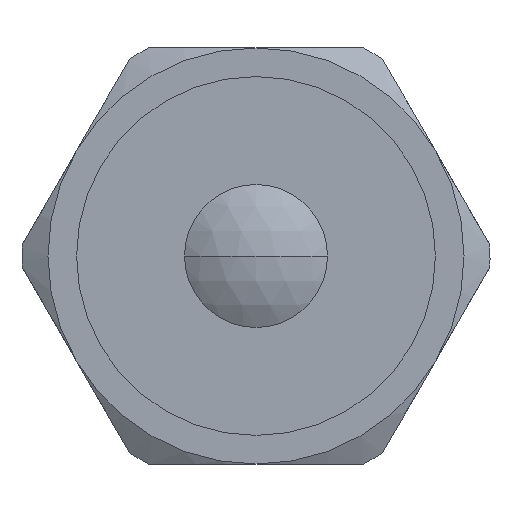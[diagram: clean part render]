
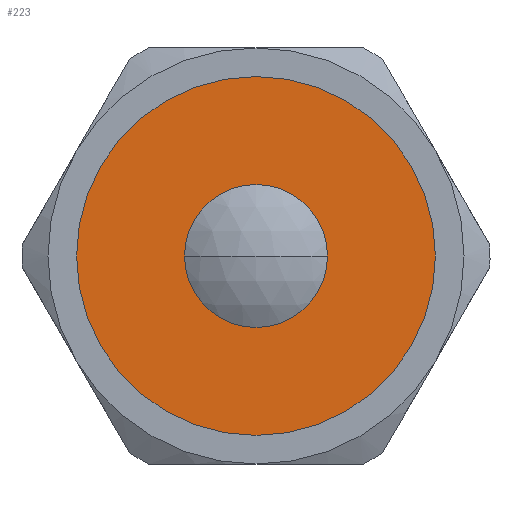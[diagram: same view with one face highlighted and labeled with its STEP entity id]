
A CAD part, left-side view. The second image highlights one B-rep face of the part: STEP entity #223.
In plain terms, the highlighted planar face has unit normal (-1, 0, 0).
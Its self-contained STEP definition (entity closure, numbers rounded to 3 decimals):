
#11 = DIRECTION ( 'NONE',  ( -1., 0., 0. ) ) ;
#223 = ADVANCED_FACE ( 'NONE', ( #829, #7073 ), #3928, .F. ) ;
#509 = EDGE_CURVE ( 'NONE', #8539, #2471, #4326, .T. ) ;
#783 = DIRECTION ( 'NONE',  ( 0., 0., 1. ) ) ;
#829 = FACE_BOUND ( 'NONE', #1690, .T. ) ;
#1067 = DIRECTION ( 'NONE',  ( 0., 0., -1. ) ) ;
#1318 = ORIENTED_EDGE ( 'NONE', *, *, #1498, .T. ) ;
#1498 = EDGE_CURVE ( 'NONE', #2471, #8539, #3165, .T. ) ;
#1690 = EDGE_LOOP ( 'NONE', ( #9042, #3619 ) ) ;
#1787 = CARTESIAN_POINT ( 'NONE',  ( 1.9, 0., 0. ) ) ;
#2158 = CARTESIAN_POINT ( 'NONE',  ( 1.9, 0., 0. ) ) ;
#2471 = VERTEX_POINT ( 'NONE', #6404 ) ;
#2863 = VERTEX_POINT ( 'NONE', #7606 ) ;
#3022 = AXIS2_PLACEMENT_3D ( 'NONE', #6555, #5103, #783 ) ;
#3165 = CIRCLE ( 'NONE', #5470, 6.9 ) ;
#3405 = EDGE_CURVE ( 'NONE', #3930, #2863, #3615, .T. ) ;
#3586 = DIRECTION ( 'NONE',  ( -1., 0., 0. ) ) ;
#3615 = CIRCLE ( 'NONE', #3022, 2.75 ) ;
#3619 = ORIENTED_EDGE ( 'NONE', *, *, #7965, .F. ) ;
#3860 = AXIS2_PLACEMENT_3D ( 'NONE', #6938, #6797, #1067 ) ;
#3928 = PLANE ( 'NONE',  #3860 ) ;
#3930 = VERTEX_POINT ( 'NONE', #7808 ) ;
#4326 = CIRCLE ( 'NONE', #7986, 6.9 ) ;
#4462 = AXIS2_PLACEMENT_3D ( 'NONE', #2158, #3586, #8675 ) ;
#5103 = DIRECTION ( 'NONE',  ( -1., 0., 0. ) ) ;
#5470 = AXIS2_PLACEMENT_3D ( 'NONE', #1787, #6886, #6218 ) ;
#5745 = CARTESIAN_POINT ( 'NONE',  ( 1.9, 0., 0. ) ) ;
#6218 = DIRECTION ( 'NONE',  ( 0., 0., 1. ) ) ;
#6404 = CARTESIAN_POINT ( 'NONE',  ( 1.9, 0., -6.9 ) ) ;
#6555 = CARTESIAN_POINT ( 'NONE',  ( 1.9, 0., 0. ) ) ;
#6615 = EDGE_LOOP ( 'NONE', ( #6818, #1318 ) ) ;
#6797 = DIRECTION ( 'NONE',  ( 1., 0., 0. ) ) ;
#6818 = ORIENTED_EDGE ( 'NONE', *, *, #509, .T. ) ;
#6886 = DIRECTION ( 'NONE',  ( -1., 0., 0. ) ) ;
#6938 = CARTESIAN_POINT ( 'NONE',  ( 1.9, 6.9, 0. ) ) ;
#7073 = FACE_OUTER_BOUND ( 'NONE', #6615, .T. ) ;
#7606 = CARTESIAN_POINT ( 'NONE',  ( 1.9, 0., -2.75 ) ) ;
#7808 = CARTESIAN_POINT ( 'NONE',  ( 1.9, 0., 2.75 ) ) ;
#7965 = EDGE_CURVE ( 'NONE', #2863, #3930, #9020, .T. ) ;
#7986 = AXIS2_PLACEMENT_3D ( 'NONE', #5745, #11, #9353 ) ;
#8539 = VERTEX_POINT ( 'NONE', #9255 ) ;
#8675 = DIRECTION ( 'NONE',  ( 0., 0., 1. ) ) ;
#9020 = CIRCLE ( 'NONE', #4462, 2.75 ) ;
#9042 = ORIENTED_EDGE ( 'NONE', *, *, #3405, .F. ) ;
#9255 = CARTESIAN_POINT ( 'NONE',  ( 1.9, 0., 6.9 ) ) ;
#9353 = DIRECTION ( 'NONE',  ( 0., 0., 1. ) ) ;
